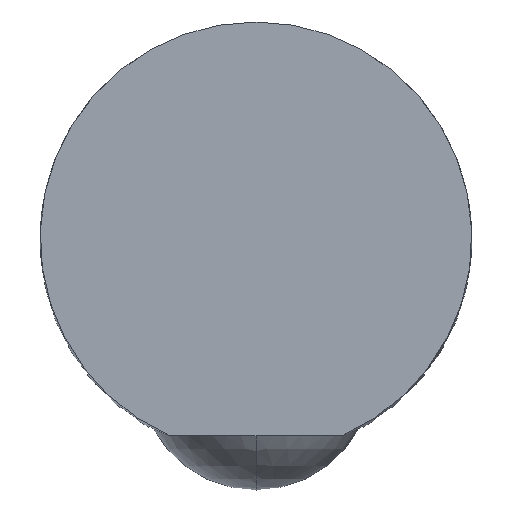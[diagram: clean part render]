
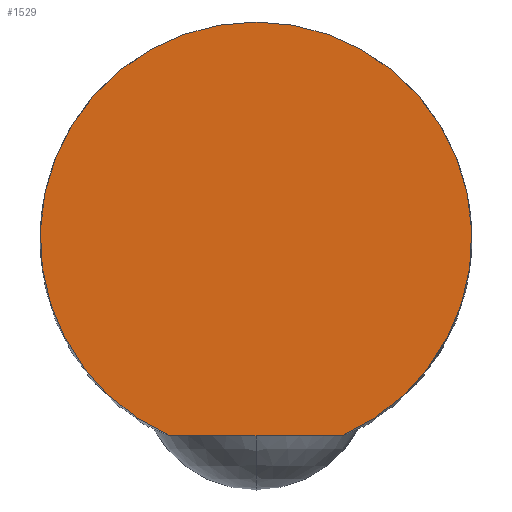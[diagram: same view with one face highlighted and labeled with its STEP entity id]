
A CAD part, top view. The second image highlights one B-rep face of the part: STEP entity #1529.
In plain terms, the highlighted planar face has unit normal (0, 0, 1).
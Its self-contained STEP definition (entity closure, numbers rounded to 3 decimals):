
#1189=VERTEX_POINT('',#3269);
#1319=VERTEX_POINT('',#3406);
#1529=ADVANCED_FACE('',(#3636),#3637,.T.);
#1815=EDGE_CURVE('',#2345,#1189,#3946,.T.);
#2339=EDGE_CURVE('',#1319,#2345,#4526,.T.);
#2345=VERTEX_POINT('',#4533);
#2965=EDGE_CURVE('',#1189,#1319,#5194,.T.);
#3269=CARTESIAN_POINT('',(2.398,-5.5,35.0));
#3406=CARTESIAN_POINT('',(0.,6.0,35.0));
#3636=FACE_OUTER_BOUND('',#6237,.T.);
#3637=PLANE('',#6238);
#3946=LINE('',#6729,#6730);
#4526=CIRCLE('',#7689,6.0);
#4533=CARTESIAN_POINT('',(-2.398,-5.5,35.0));
#5194=CIRCLE('',#8872,6.0);
#6237=EDGE_LOOP('',(#9638,#9639,#9640));
#6238=AXIS2_PLACEMENT_3D('',#9641,#9642,#9643);
#6729=CARTESIAN_POINT('',(1.199,-5.5,35.0));
#6730=VECTOR('',#10003,1.0);
#7689=AXIS2_PLACEMENT_3D('',#10811,#10812,#10813);
#8872=AXIS2_PLACEMENT_3D('',#11409,#11410,#11411);
#9638=ORIENTED_EDGE('',*,*,#1815,.T.);
#9639=ORIENTED_EDGE('',*,*,#2965,.T.);
#9640=ORIENTED_EDGE('',*,*,#2339,.T.);
#9641=CARTESIAN_POINT('',(0.,3.0,35.0));
#9642=DIRECTION('',(0.,0.,1.0));
#9643=DIRECTION('',(0.,1.0,0.0));
#10003=DIRECTION('',(1.0,0.0,0.));
#10811=CARTESIAN_POINT('',(0.,0.,35.0));
#10812=DIRECTION('',(0.,0.,1.0));
#10813=DIRECTION('',(0.,1.0,0.));
#11409=CARTESIAN_POINT('',(0.,0.,35.0));
#11410=DIRECTION('',(0.,0.,1.0));
#11411=DIRECTION('',(0.,1.0,0.));
